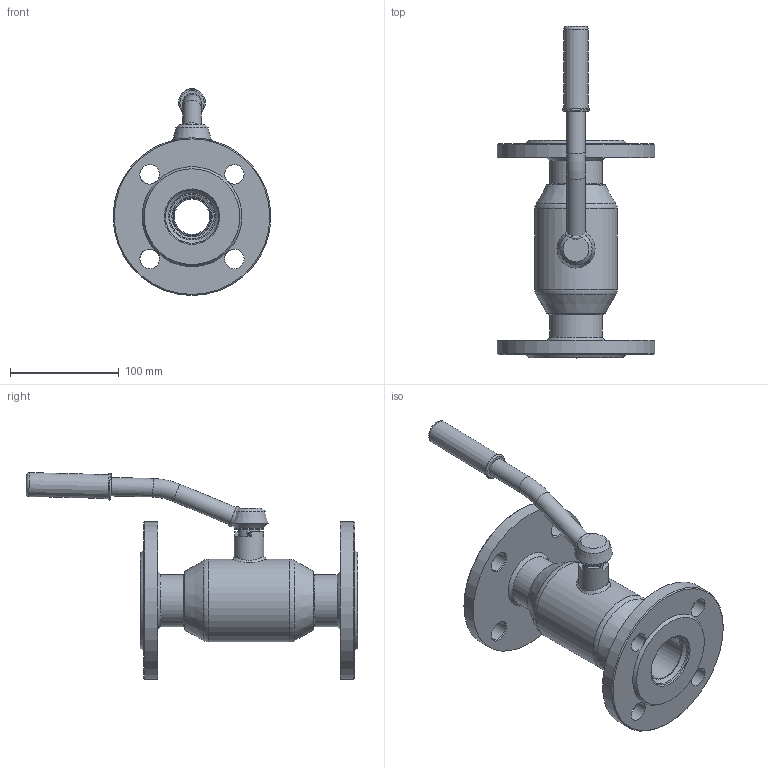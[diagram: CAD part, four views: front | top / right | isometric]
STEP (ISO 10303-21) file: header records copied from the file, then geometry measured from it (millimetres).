
FILE_DESCRIPTION(('TFLEX Exchange Step'),'2;1');
FILE_NAME('065N0320GR - Кран шаровой Premium DN40.stp', '2023-10-26T11:07:28+03:00',('RUCO3277'),('Unknown organisation'),'TFLEX Exchange 2023.2','T-FLEX CAD','Unknown authorisation');
FILE_SCHEMA( ('AUTOMOTIVE_DESIGN { 1 0 10303 214 1 1 1 1 }') );
Length unit declared in the file: millimetre
Products named in the file (1): Nodes
Bounding box: 145 x 304.94 x 190.34 mm (x, y, z)
Volume: 622894.1 mm3; surface area: 251097.5 mm2
Topology: 31 solids, 31 shells, 235 faces, 551 edges, 351 vertices
Faces by surface type: cylinder 67, plane 64, cone 49, torus 32, bspline 21, sphere 2
Full cylindrical faces by diameter (mm): 4 x2, 4.1 x2, 11.4 x2, 12 x3, 12.1 x1, 12.6 x2, 14 x5, 15 x1, 17 x2, 17.2 x1, 18 x8, 19 x1, 26 x1, 27 x1, 27.4 x1, 32.5 x2, 35 x2, 41 x2, 45 x4, 48 x2, 48.9 x2, 70 x1, 76 x1, 145 x2
Entity records: 11297 total; most frequent: CARTESIAN_POINT 5676, DIRECTION 1237, ORIENTED_EDGE 1052, AXIS2_PLACEMENT_3D 543, EDGE_CURVE 526, VERTEX_POINT 351, CIRCLE 324, EDGE_LOOP 313
